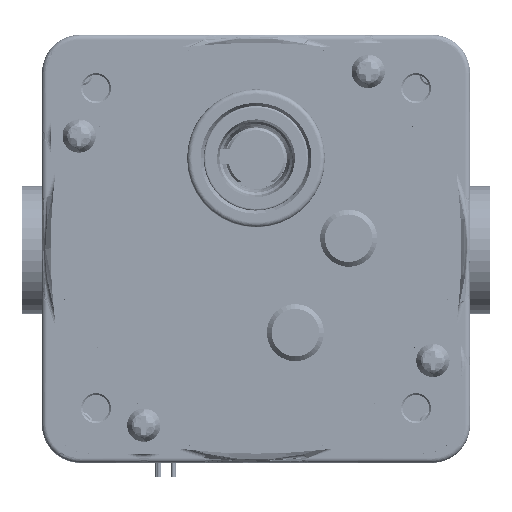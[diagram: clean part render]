
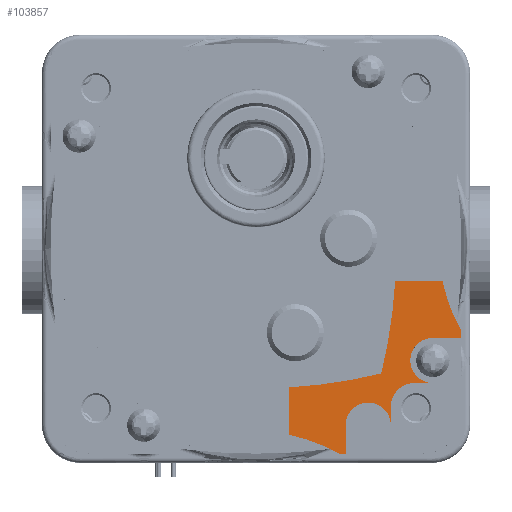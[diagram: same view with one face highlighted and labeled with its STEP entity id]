
A CAD part, top view. The second image highlights one B-rep face of the part: STEP entity #103857.
In plain terms, the highlighted face is planar.
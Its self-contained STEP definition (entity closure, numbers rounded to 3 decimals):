
#6214 = CARTESIAN_POINT ( 'NONE',  ( 14.83, 14.83, 1.5 ) ) ;
#6713 = ORIENTED_EDGE ( 'NONE', *, *, #91789, .T. ) ;
#8478 = VERTEX_POINT ( 'NONE', #67576 ) ;
#10615 = CARTESIAN_POINT ( 'NONE',  ( 43.18, 125.18, 1.5 ) ) ;
#11456 = VERTEX_POINT ( 'NONE', #19726 ) ;
#11465 = DIRECTION ( 'NONE',  ( -1., 0., 0. ) ) ;
#12134 = VECTOR ( 'NONE', #89031, 1000. ) ;
#14645 = EDGE_CURVE ( 'NONE', #55885, #50166, #139757, .T. ) ;
#15320 = CARTESIAN_POINT ( 'NONE',  ( 16.837, 16.837, 1.5 ) ) ;
#15440 = AXIS2_PLACEMENT_3D ( 'NONE', #138911, #61238, #127461 ) ;
#16980 = EDGE_CURVE ( 'NONE', #123176, #113334, #40481, .T. ) ;
#17170 = DIRECTION ( 'NONE',  ( 0., 0., -1. ) ) ;
#17227 = VERTEX_POINT ( 'NONE', #114339 ) ;
#17773 = EDGE_CURVE ( 'NONE', #8478, #77582, #79831, .T. ) ;
#17856 = CIRCLE ( 'NONE', #97434, 4.75 ) ;
#18358 = AXIS2_PLACEMENT_3D ( 'NONE', #112005, #87280, #55238 ) ;
#19726 = CARTESIAN_POINT ( 'NONE',  ( 9.83, 14.83, 1.5 ) ) ;
#19755 = CARTESIAN_POINT ( 'NONE',  ( 24.33, 5.98, 1.5 ) ) ;
#20704 = DIRECTION ( 'NONE',  ( -1., 0., 0. ) ) ;
#21377 = VERTEX_POINT ( 'NONE', #108914 ) ;
#21753 = AXIS2_PLACEMENT_3D ( 'NONE', #105526, #136211, #125493 ) ;
#22140 = LINE ( 'NONE', #65606, #45296 ) ;
#22586 = CARTESIAN_POINT ( 'NONE',  ( 14.83, 0., 1.5 ) ) ;
#23225 = VECTOR ( 'NONE', #74090, 1000. ) ;
#25320 = CARTESIAN_POINT ( 'NONE',  ( 25.783, 0., 1.5 ) ) ;
#25401 = FACE_OUTER_BOUND ( 'NONE', #44715, .T. ) ;
#25750 = ORIENTED_EDGE ( 'NONE', *, *, #14645, .T. ) ;
#26315 = LINE ( 'NONE', #135357, #12134 ) ;
#26928 = EDGE_CURVE ( 'NONE', #43847, #86206, #70981, .T. ) ;
#27345 = ORIENTED_EDGE ( 'NONE', *, *, #26928, .T. ) ;
#29569 = ORIENTED_EDGE ( 'NONE', *, *, #102323, .T. ) ;
#29964 = CARTESIAN_POINT ( 'NONE',  ( 36.18, 3.923, 1.5 ) ) ;
#30688 = DIRECTION ( 'NONE',  ( 0., 0., 1. ) ) ;
#32922 = CARTESIAN_POINT ( 'NONE',  ( 13.9, 36.18, 1.5 ) ) ;
#34710 = DIRECTION ( 'NONE',  ( 0., 0., 1. ) ) ;
#35042 = AXIS2_PLACEMENT_3D ( 'NONE', #129819, #17170, #122629 ) ;
#36090 = DIRECTION ( 'NONE',  ( 0., 1., 0. ) ) ;
#36254 = AXIS2_PLACEMENT_3D ( 'NONE', #10615, #85449, #41315 ) ;
#36779 = CARTESIAN_POINT ( 'NONE',  ( 5.98, 24.33, 1.5 ) ) ;
#36944 = EDGE_CURVE ( 'NONE', #11456, #21377, #128283, .T. ) ;
#37566 = CARTESIAN_POINT ( 'NONE',  ( 5.98, 14.83, 1.5 ) ) ;
#37575 = CARTESIAN_POINT ( 'NONE',  ( 5.98, 19.58, 1.5 ) ) ;
#37917 = VERTEX_POINT ( 'NONE', #73325 ) ;
#38256 = EDGE_CURVE ( 'NONE', #21377, #37917, #123088, .T. ) ;
#38727 = ORIENTED_EDGE ( 'NONE', *, *, #74900, .T. ) ;
#39156 = ORIENTED_EDGE ( 'NONE', *, *, #17773, .F. ) ;
#40481 = CIRCLE ( 'NONE', #15440, 111.5 ) ;
#40684 = VECTOR ( 'NONE', #81951, 1000. ) ;
#41087 = DIRECTION ( 'NONE',  ( 0., -1., 0. ) ) ;
#41315 = DIRECTION ( 'NONE',  ( 0.063, 0.998, 0. ) ) ;
#42701 = CARTESIAN_POINT ( 'NONE',  ( 36.18, 13.9, 1.5 ) ) ;
#43264 = EDGE_CURVE ( 'NONE', #117906, #123176, #26315, .T. ) ;
#43847 = VERTEX_POINT ( 'NONE', #37566 ) ;
#44715 = EDGE_LOOP ( 'NONE', ( #27345, #6713, #39156, #130900, #56982, #99744, #48196, #131109, #25750, #58742, #38727, #83156, #29569, #66690, #117933, #102538 ) ) ;
#45296 = VECTOR ( 'NONE', #11465, 1000. ) ;
#45484 = DIRECTION ( 'NONE',  ( 0.497, -0.868, 0. ) ) ;
#48196 = ORIENTED_EDGE ( 'NONE', *, *, #92141, .T. ) ;
#49875 = LINE ( 'NONE', #103999, #100443 ) ;
#50166 = VERTEX_POINT ( 'NONE', #25320 ) ;
#51269 = CARTESIAN_POINT ( 'NONE',  ( 36.18, 28.54, 1.5 ) ) ;
#55238 = DIRECTION ( 'NONE',  ( 0.707, 0.707, 0. ) ) ;
#55505 = AXIS2_PLACEMENT_3D ( 'NONE', #78971, #111023, #45484 ) ;
#55869 = CIRCLE ( 'NONE', #21753, 35. ) ;
#55885 = VERTEX_POINT ( 'NONE', #29964 ) ;
#56113 = EDGE_CURVE ( 'NONE', #11456, #43847, #114460, .T. ) ;
#56982 = ORIENTED_EDGE ( 'NONE', *, *, #43264, .T. ) ;
#57237 = AXIS2_PLACEMENT_3D ( 'NONE', #37575, #90271, #41087 ) ;
#58195 = EDGE_CURVE ( 'NONE', #17227, #50166, #49875, .T. ) ;
#58742 = ORIENTED_EDGE ( 'NONE', *, *, #58195, .F. ) ;
#61238 = DIRECTION ( 'NONE',  ( 0., 0., 1. ) ) ;
#62259 = VERTEX_POINT ( 'NONE', #19755 ) ;
#65606 = CARTESIAN_POINT ( 'NONE',  ( 20.804, 24.33, 1.5 ) ) ;
#66690 = ORIENTED_EDGE ( 'NONE', *, *, #38256, .F. ) ;
#67576 = CARTESIAN_POINT ( 'NONE',  ( 0., 25.783, 1.5 ) ) ;
#70316 = CARTESIAN_POINT ( 'NONE',  ( 0., 24.33, 1.5 ) ) ;
#70981 = CIRCLE ( 'NONE', #57237, 4.75 ) ;
#73325 = CARTESIAN_POINT ( 'NONE',  ( 14.83, 9.83, 1.5 ) ) ;
#73415 = DIRECTION ( 'NONE',  ( 1., 0., 0. ) ) ;
#74090 = DIRECTION ( 'NONE',  ( 0., -1., 0. ) ) ;
#74900 = EDGE_CURVE ( 'NONE', #17227, #62259, #133334, .T. ) ;
#77582 = VERTEX_POINT ( 'NONE', #70316 ) ;
#78971 = CARTESIAN_POINT ( 'NONE',  ( 43.18, -30.37, 1.5 ) ) ;
#79058 = DIRECTION ( 'NONE',  ( -1., 0., 0. ) ) ;
#79831 = LINE ( 'NONE', #103299, #40684 ) ;
#81951 = DIRECTION ( 'NONE',  ( 0., -1., 0. ) ) ;
#83156 = ORIENTED_EDGE ( 'NONE', *, *, #125260, .T. ) ;
#83488 = EDGE_CURVE ( 'NONE', #8478, #117906, #55869, .T. ) ;
#85449 = DIRECTION ( 'NONE',  ( 0., 0., 1. ) ) ;
#85564 = CARTESIAN_POINT ( 'NONE',  ( 19.58, 5.98, 1.5 ) ) ;
#86206 = VERTEX_POINT ( 'NONE', #36779 ) ;
#87280 = DIRECTION ( 'NONE',  ( 0., 0., -1. ) ) ;
#89031 = DIRECTION ( 'NONE',  ( 1., 0., 0. ) ) ;
#89750 = VECTOR ( 'NONE', #119278, 1000. ) ;
#90271 = DIRECTION ( 'NONE',  ( 0., 0., 1. ) ) ;
#91789 = EDGE_CURVE ( 'NONE', #86206, #77582, #22140, .T. ) ;
#92141 = EDGE_CURVE ( 'NONE', #113334, #140767, #102206, .T. ) ;
#97434 = AXIS2_PLACEMENT_3D ( 'NONE', #85564, #30688, #20704 ) ;
#99744 = ORIENTED_EDGE ( 'NONE', *, *, #16980, .T. ) ;
#100043 = VECTOR ( 'NONE', #79058, 1000. ) ;
#100309 = CARTESIAN_POINT ( 'NONE',  ( 14.83, 5.98, 1.5 ) ) ;
#100443 = VECTOR ( 'NONE', #73415, 1000. ) ;
#102206 = CIRCLE ( 'NONE', #36254, 111.5 ) ;
#102323 = EDGE_CURVE ( 'NONE', #140896, #37917, #120895, .T. ) ;
#102538 = ORIENTED_EDGE ( 'NONE', *, *, #56113, .T. ) ;
#103299 = CARTESIAN_POINT ( 'NONE',  ( 0., 21.59, 1.5 ) ) ;
#103857 = ADVANCED_FACE ( 'NONE', ( #25401 ), #111627, .F. ) ;
#103999 = CARTESIAN_POINT ( 'NONE',  ( 64.77, 0., 1.5 ) ) ;
#105526 = CARTESIAN_POINT ( 'NONE',  ( -30.37, 43.18, 1.5 ) ) ;
#108308 = VECTOR ( 'NONE', #36090, 1000. ) ;
#108914 = CARTESIAN_POINT ( 'NONE',  ( 13.366, 13.366, 1.5 ) ) ;
#110220 = DIRECTION ( 'NONE',  ( 1., 0., 0. ) ) ;
#111023 = DIRECTION ( 'NONE',  ( 0., 0., 1. ) ) ;
#111581 = CARTESIAN_POINT ( 'NONE',  ( 3.923, 36.18, 1.5 ) ) ;
#111627 = PLANE ( 'NONE',  #140398 ) ;
#112005 = CARTESIAN_POINT ( 'NONE',  ( 9.83, 9.83, 1.5 ) ) ;
#113334 = VERTEX_POINT ( 'NONE', #15320 ) ;
#114339 = CARTESIAN_POINT ( 'NONE',  ( 24.33, 0., 1.5 ) ) ;
#114460 = LINE ( 'NONE', #6214, #100043 ) ;
#117906 = VERTEX_POINT ( 'NONE', #111581 ) ;
#117933 = ORIENTED_EDGE ( 'NONE', *, *, #36944, .F. ) ;
#118579 = CARTESIAN_POINT ( 'NONE',  ( 24.33, 24.58, 1.5 ) ) ;
#119278 = DIRECTION ( 'NONE',  ( 0., 1., 0. ) ) ;
#120895 = LINE ( 'NONE', #22586, #108308 ) ;
#122629 = DIRECTION ( 'NONE',  ( 0.707, 0.707, 0. ) ) ;
#123088 = CIRCLE ( 'NONE', #18358, 5. ) ;
#123176 = VERTEX_POINT ( 'NONE', #32922 ) ;
#125260 = EDGE_CURVE ( 'NONE', #62259, #140896, #17856, .T. ) ;
#125493 = DIRECTION ( 'NONE',  ( -0.98, 0.2, 0. ) ) ;
#127461 = DIRECTION ( 'NONE',  ( 0.972, 0.236, 0. ) ) ;
#128178 = LINE ( 'NONE', #51269, #23225 ) ;
#128283 = CIRCLE ( 'NONE', #35042, 5. ) ;
#129819 = CARTESIAN_POINT ( 'NONE',  ( 9.83, 9.83, 1.5 ) ) ;
#130900 = ORIENTED_EDGE ( 'NONE', *, *, #83488, .T. ) ;
#131109 = ORIENTED_EDGE ( 'NONE', *, *, #131874, .T. ) ;
#131874 = EDGE_CURVE ( 'NONE', #140767, #55885, #128178, .T. ) ;
#132299 = CARTESIAN_POINT ( 'NONE',  ( 43.18, 43.18, 1.5 ) ) ;
#133334 = LINE ( 'NONE', #118579, #89750 ) ;
#135357 = CARTESIAN_POINT ( 'NONE',  ( 23.551, 36.18, 1.5 ) ) ;
#136211 = DIRECTION ( 'NONE',  ( 0., 0., 1. ) ) ;
#138911 = CARTESIAN_POINT ( 'NONE',  ( 125.18, 43.18, 1.5 ) ) ;
#139757 = CIRCLE ( 'NONE', #55505, 35. ) ;
#140398 = AXIS2_PLACEMENT_3D ( 'NONE', #132299, #34710, #110220 ) ;
#140767 = VERTEX_POINT ( 'NONE', #42701 ) ;
#140896 = VERTEX_POINT ( 'NONE', #100309 ) ;
